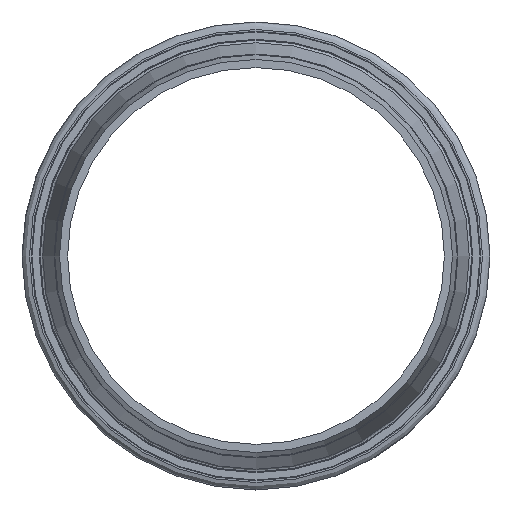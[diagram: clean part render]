
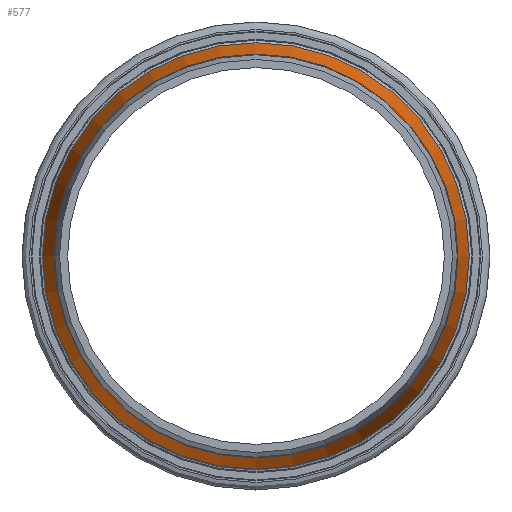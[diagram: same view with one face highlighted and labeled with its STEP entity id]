
A CAD part, front view. The second image highlights one B-rep face of the part: STEP entity #577.
In plain terms, the highlighted conical face has half-angle 15 degrees and reference radius 82.4 mm.
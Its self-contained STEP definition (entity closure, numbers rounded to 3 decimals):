
#16=CONICAL_SURFACE('',#664,82.4,0.262);
#62=FACE_OUTER_BOUND('',#102,.T.);
#102=EDGE_LOOP('',(#438,#439,#440,#441));
#133=LINE('',#1036,#150);
#150=VECTOR('',#822,82.4);
#189=CIRCLE('',#663,84.8);
#190=CIRCLE('',#665,80.);
#254=VERTEX_POINT('',#1030);
#255=VERTEX_POINT('',#1034);
#320=EDGE_CURVE('',#254,#254,#189,.T.);
#322=EDGE_CURVE('',#255,#255,#190,.T.);
#323=EDGE_CURVE('',#255,#254,#133,.T.);
#438=ORIENTED_EDGE('',*,*,#322,.F.);
#439=ORIENTED_EDGE('',*,*,#323,.T.);
#440=ORIENTED_EDGE('',*,*,#320,.T.);
#441=ORIENTED_EDGE('',*,*,#323,.F.);
#577=ADVANCED_FACE('',(#62),#16,.T.);
#663=AXIS2_PLACEMENT_3D('',#1031,#815,#816);
#664=AXIS2_PLACEMENT_3D('',#1033,#818,#819);
#665=AXIS2_PLACEMENT_3D('',#1035,#820,#821);
#815=DIRECTION('center_axis',(0.,-1.,0.));
#816=DIRECTION('ref_axis',(1.,0.,0.));
#818=DIRECTION('center_axis',(0.,1.,0.));
#819=DIRECTION('ref_axis',(-1.,0.,0.));
#820=DIRECTION('center_axis',(0.,-1.,0.));
#821=DIRECTION('ref_axis',(1.,0.,0.));
#822=DIRECTION('',(0.259,0.966,0.));
#1030=CARTESIAN_POINT('',(84.8,5997.862,0.));
#1031=CARTESIAN_POINT('Origin',(0.,5997.862,0.));
#1033=CARTESIAN_POINT('Origin',(0.,5988.905,0.));
#1034=CARTESIAN_POINT('',(80.,5979.948,0.));
#1035=CARTESIAN_POINT('Origin',(0.,5979.948,0.));
#1036=CARTESIAN_POINT('',(82.4,5988.905,0.));
